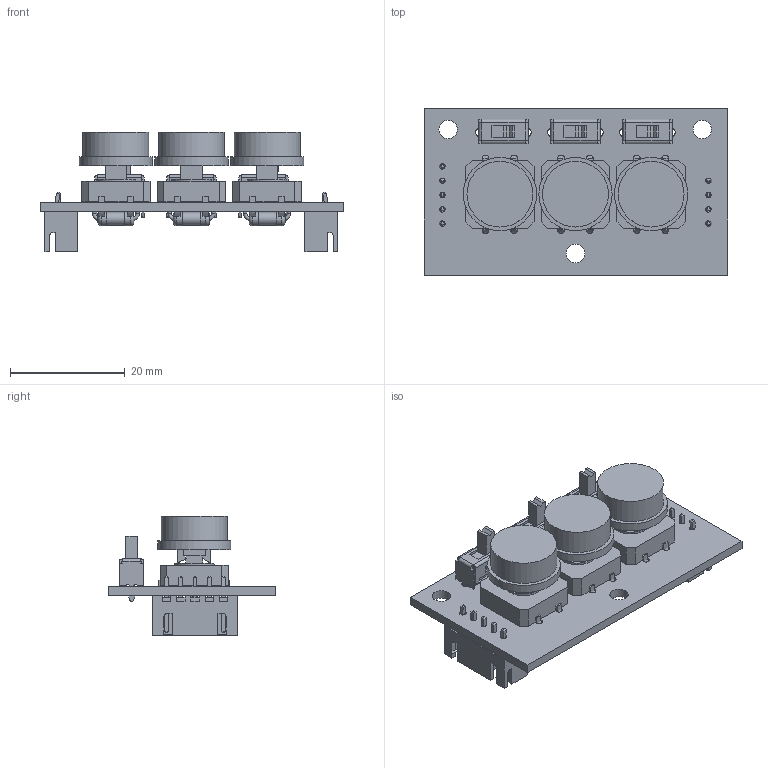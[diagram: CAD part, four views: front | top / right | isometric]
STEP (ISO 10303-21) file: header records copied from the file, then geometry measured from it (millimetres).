
FILE_DESCRIPTION(('KiCad electronic assembly'),'2;1');
FILE_NAME('SwitchesModule v0.1.step','2024-04-26T12:51:25',('Pcbnew'),( 'Kicad'),'Open CASCADE STEP processor 7.7','KiCad to STEP converter' ,'Unknown');
FILE_SCHEMA(('AUTOMOTIVE_DESIGN { 1 0 10303 214 1 1 1 1 }'));
Length unit declared in the file: millimetre
Products named in the file (12): SwitchesModule v0.1 1; Momentary Switch 12x12mm v2; SPDT Switch 11.6x4.0mm v2; R_Axial_DIN0207_L6.3mm_D2.5mm_P7.62mm_Horizontal; R_Axial_DIN0207_L63mm_D25mm_P762mm_Horizontal; JST_XH_B4B-XH-A_1x04_P2.50mm_Vertical; JST_B4B_XH_A; JST_XH_B5B-XH-A_1x05_P2.50mm_Vertical; JST_B5B_XH_A; SwitchesModule_PCB
Assembly tree (17 placements, depth 3):
  SwitchesModule v0.1 1
    Momentary Switch 12x12mm v2  x3
      Momentary Switch 12x12mm v2
    SPDT Switch 11.6x4.0mm v2  x3
      SPDT Switch 11.6x4.0mm v2
    R_Axial_DIN0207_L6.3mm_D2.5mm_P7.62mm_Horizontal  x3
      R_Axial_DIN0207_L63mm_D25mm_P762mm_Horizontal
    JST_XH_B4B-XH-A_1x04_P2.50mm_Vertical
      JST_B4B_XH_A
    JST_XH_B5B-XH-A_1x05_P2.50mm_Vertical
      JST_B5B_XH_A
    SwitchesModule_PCB
Bounding box: 53 x 29 x 20.85 mm (x, y, z)
Volume: 6482.1 mm3; surface area: 10016.8 mm2
Topology: 15 solids, 15 shells, 1113 faces, 2946 edges, 1872 vertices
Faces by surface type: plane 907, cylinder 170, bspline 24, torus 12
Full cylindrical faces by diameter (mm): 0.6 x6, 0.8 x15, 0.95 x9, 1.199 x12, 1.5 x6, 2.25 x3, 2.5 x6, 3.2 x3, 6.909 x6, 8.8 x3, 11.5 x3, 12.8 x3
Entity records: 21928 total; most frequent: CARTESIAN_POINT 4051, ORIENTED_EDGE 3216, DIRECTION 3024, EDGE_CURVE 1608, LINE 1394, VECTOR 1394, VERTEX_POINT 1028, AXIS2_PLACEMENT_3D 815
